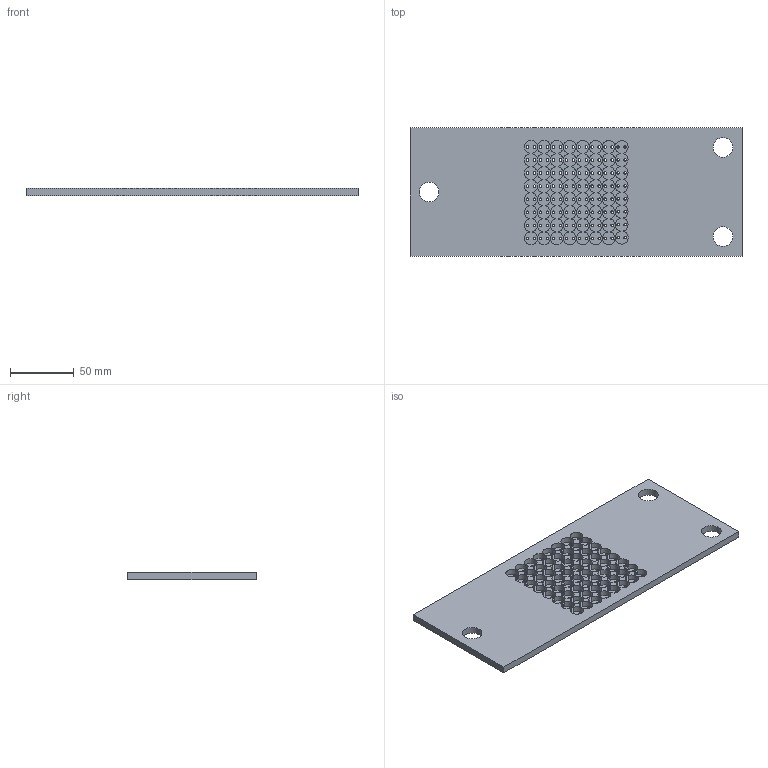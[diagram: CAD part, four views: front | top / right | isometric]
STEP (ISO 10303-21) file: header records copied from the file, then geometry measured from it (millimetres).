
FILE_DESCRIPTION(/* description */ ('STEP AP242 Edition 2','CAx-IF Rec.Pracs.---Representation and Presentation of Product Manufacturing Information (PMI)---4.0---2014-10-13','CAx-IF Rec.Pracs.---3D Tessellated Geometry---0.4---2014-09-14','2;1','CAx-IF Rec.Pracs.---User Defined Attributes---1.5---2016-08-15'),/* implementation_level */ '2;1');
FILE_NAME(/* name */ '6984946920201f0c7cda772a',/* time_stamp */ '2026-02-05T13:00:26Z',/* author */ (''),/* organization */ (''),/* preprocessor_version */ 'ST-DEVELOPER v20',/* originating_system */ 'ONSHAPE BY PTC INC, 1.210',/* authorisation */ ' ');
FILE_SCHEMA (('AP242_MANAGED_MODEL_BASED_3D_ENGINEERING_MIM_LF { 1 0 10303 442 3 1 4 }'));
Length unit declared in the file: metre
Products named in the file (1): Plaque basse
Bounding box: 260.7 x 100.7 x 5.5 mm (x, y, z)
Volume: 117606.6 mm3; surface area: 64428.7 mm2
Topology: 1 solids, 1 shells, 369 faces, 1077 edges, 718 vertices
Faces by surface type: cylinder 243, plane 126
Full cylindrical faces by diameter (mm): 2 x128, 15.5 x3
Entity records: 12328 total; most frequent: DIRECTION 2172, CARTESIAN_POINT 2034, ORIENTED_EDGE 1892, EDGE_CURVE 946, AXIS2_PLACEMENT_3D 856, EDGE_LOOP 770, FACE_BOUND 770, VERTEX_POINT 718
